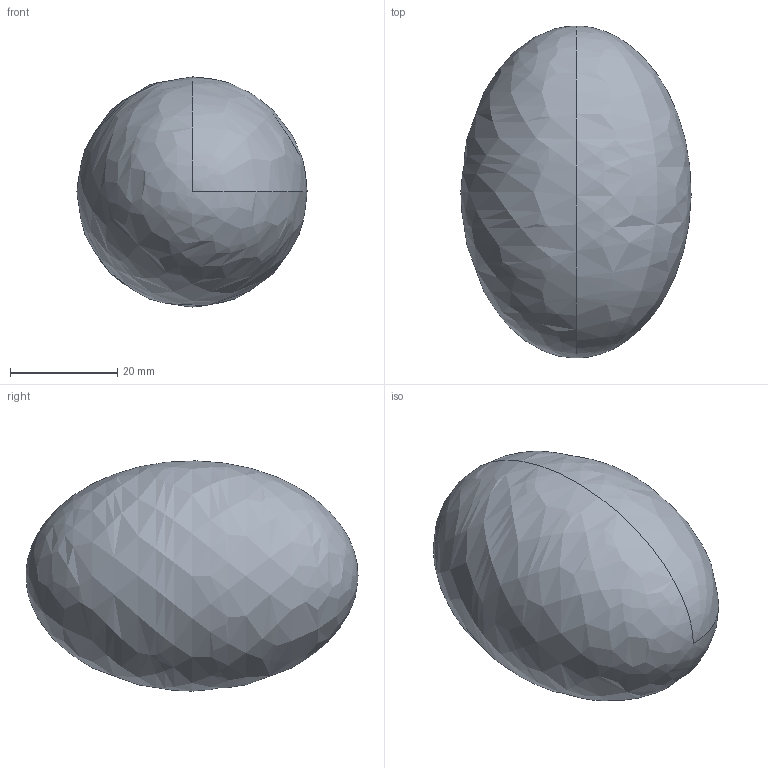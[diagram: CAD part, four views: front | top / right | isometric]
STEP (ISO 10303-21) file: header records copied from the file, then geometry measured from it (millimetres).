
FILE_DESCRIPTION(/* description */ (''),/* implementation_level */ '2;1');
FILE_NAME(/* name */ 'egg.step',/* time_stamp */ '2022-09-06T09:57:46+02:00',/* author */ (''),/* organization */ (''),/* preprocessor_version */ 'ST-DEVELOPER v19',/* originating_system */ 'Autodesk Translation Framework v11.7.0.108',/* authorisation */ '');
FILE_SCHEMA (('AUTOMOTIVE_DESIGN { 1 0 10303 214 3 1 1 }'));
Length unit declared in the file: millimetre
Products named in the file (1): egg
Bounding box: 42.99 x 62 x 42.99 mm (x, y, z)
Volume: 60003 mm3; surface area: 7577.6 mm2
Topology: 1 solids, 1 shells, 2 faces, 6 edges, 2 vertices
Faces by surface type: bspline 2
Entity records: 144 total; most frequent: CARTESIAN_POINT 83, ORIENTED_EDGE 4, FACE_OUTER_BOUND 2, EDGE_LOOP 2, VERTEX_POINT 2, EDGE_CURVE 2, ADVANCED_FACE 2, DERIVED_UNIT_ELEMENT 2
